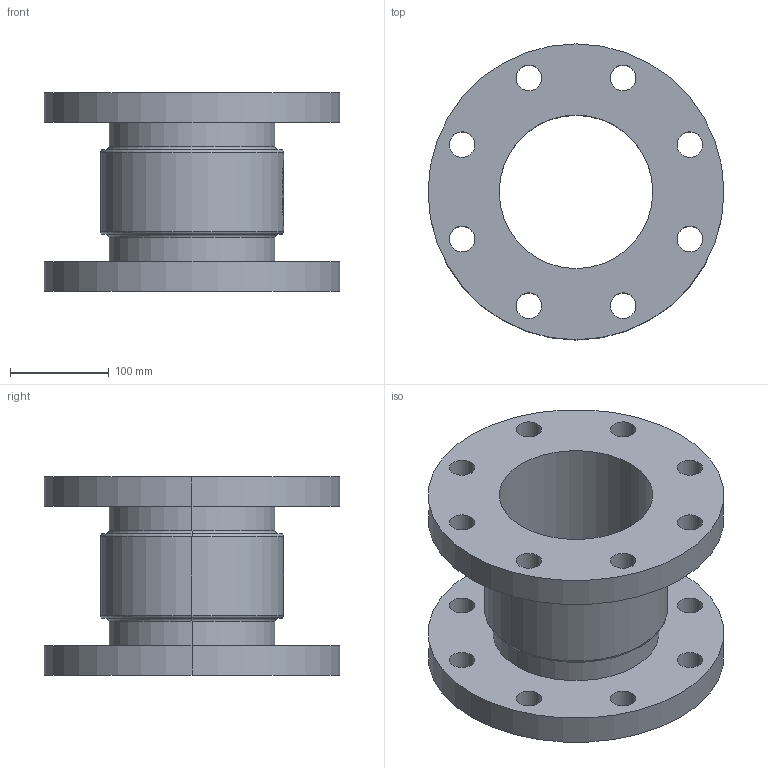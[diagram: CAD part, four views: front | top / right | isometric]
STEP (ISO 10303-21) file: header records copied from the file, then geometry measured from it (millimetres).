
FILE_DESCRIPTION (( 'STEP AP214' ), '1' );
FILE_NAME ('7120000_DN150_PN40_51420309.STEP', '2022-02-18T11:11:22', ( 'axxx' ), ( 'Hewlett-Packard Company' ), 'SwSTEP 2.0', 'SolidWorks 2019', '' );
FILE_SCHEMA (( 'AUTOMOTIVE_DESIGN' ));
Length unit declared in the file: millimetre
Products named in the file (1): 7120000_DN150_PN40_51420309
Bounding box: 300 x 300 x 201 mm (x, y, z)
Volume: 3710949 mm3; surface area: 466590.7 mm2
Topology: 1 solids, 1 shells, 556 faces, 1501 edges, 998 vertices
Faces by surface type: plane 247, bspline 225, cylinder 76, torus 8
Entity records: 30673 total; most frequent: CARTESIAN_POINT 18174, ORIENTED_EDGE 3002, DIRECTION 1814, EDGE_CURVE 1501, VERTEX_POINT 998, LINE 788, VECTOR 788, EDGE_LOOP 641
